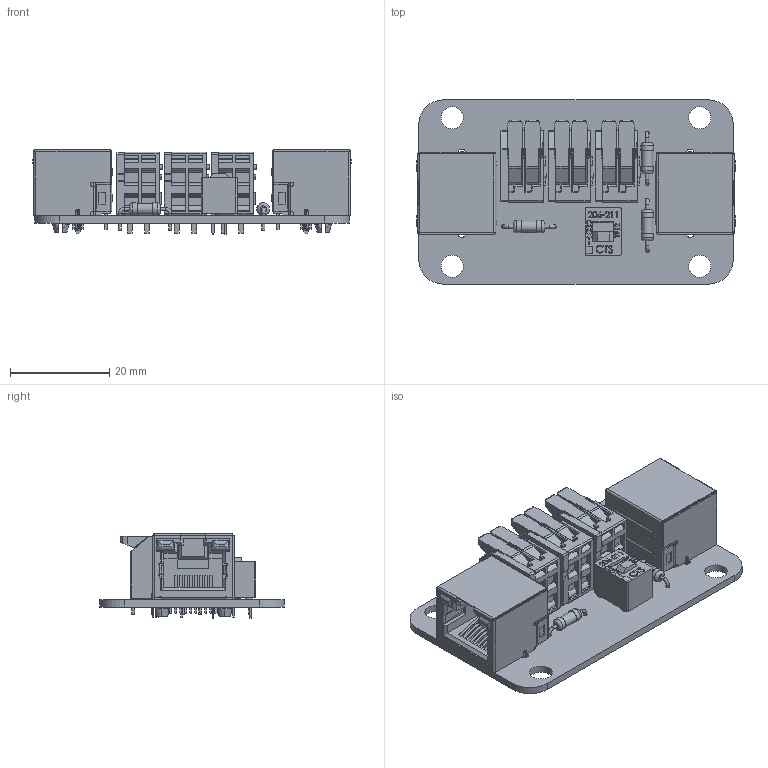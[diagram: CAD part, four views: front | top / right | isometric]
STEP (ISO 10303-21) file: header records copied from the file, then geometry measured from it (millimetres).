
FILE_DESCRIPTION(('KiCad electronic assembly'),'2;1');
FILE_NAME('swerve module.step','2025-12-06T13:36:04',('Pcbnew'),('Kicad' ),'Open CASCADE STEP processor 7.9','KiCad to STEP converter', 'Unknown');
FILE_SCHEMA(('AUTOMOTIVE_DESIGN { 1 0 10303 214 1 1 1 1 }'));
Length unit declared in the file: millimetre
Products named in the file (9): swerve module 1; 2601-1102; MTJ-88ARX1-FSM-LG; R_Axial_DIN0207_L6.3mm_D2.5mm_P10.16mm_Horizontal; 206-211; 206-40-042(for 206-211); 206-93&94-2pole; 206-56-004-35-01; swerve module_PCB
Assembly tree (13 placements, depth 3):
  swerve module 1
    2601-1102  x3
    MTJ-88ARX1-FSM-LG  x2
    R_Axial_DIN0207_L6.3mm_D2.5mm_P10.16mm_Horizontal  x3
    206-211
      206-40-042(for 206-211)
      206-93&94-2pole
      206-56-004-35-01
    swerve module_PCB
Bounding box: 64.32 x 37.22 x 17.04 mm (x, y, z)
Volume: 12789 mm3; surface area: 18295.5 mm2
Topology: 58 solids, 58 shells, 2501 faces, 6603 edges, 4313 vertices
Faces by surface type: plane 1734, cylinder 636, bspline 81, torus 24, cone 18, revolution 8
Full cylindrical faces by diameter (mm): 0.6 x16, 0.8 x6, 0.9 x27, 1.2 x12, 1.6 x4, 2.25 x3, 2.5 x6, 3.2 x4, 4.5 x4
Entity records: 48189 total; most frequent: CARTESIAN_POINT 12124, ORIENTED_EDGE 7022, DIRECTION 6447, EDGE_CURVE 3511, LINE 2683, VECTOR 2683, VERTEX_POINT 2299, AXIS2_PLACEMENT_3D 1880
